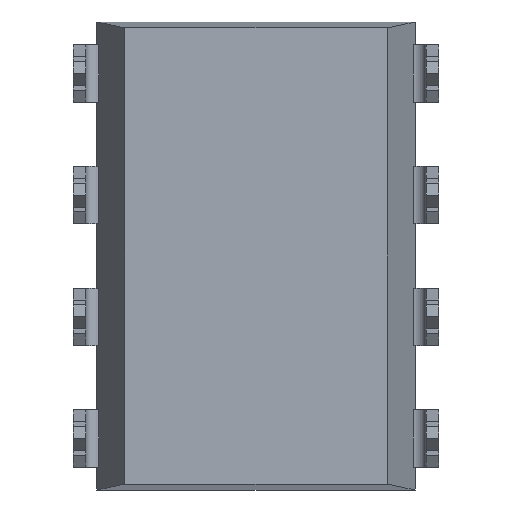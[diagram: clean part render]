
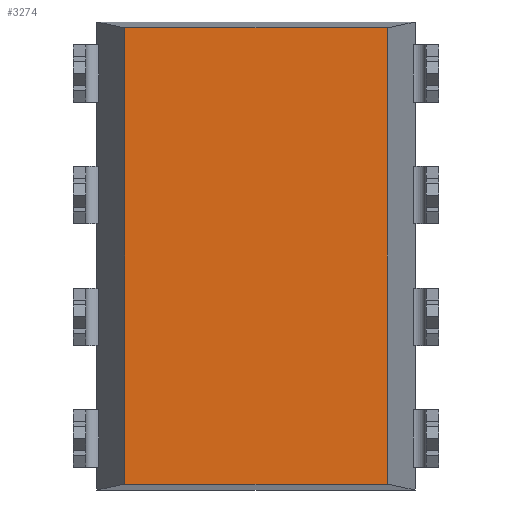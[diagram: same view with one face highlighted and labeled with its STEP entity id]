
A CAD part, front view. The second image highlights one B-rep face of the part: STEP entity #3274.
In plain terms, the highlighted planar face has unit normal (0, -1, 0).
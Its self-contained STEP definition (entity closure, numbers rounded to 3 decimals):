
#569 = EDGE_CURVE ( 'NONE', #2025, #3397, #2629, .T. ) ;
#690 = EDGE_CURVE ( 'NONE', #2668, #2331, #1423, .T. ) ;
#1251 = CARTESIAN_POINT ( 'NONE',  ( -3.322, -1.778, -4.761 ) ) ;
#1360 = VECTOR ( 'NONE', #4029, 1000. ) ;
#1369 = VECTOR ( 'NONE', #4103, 1000. ) ;
#1423 = LINE ( 'NONE', #1251, #1369 ) ;
#1652 = VECTOR ( 'NONE', #4815, 1000. ) ;
#2025 = VERTEX_POINT ( 'NONE', #2775 ) ;
#2233 = ORIENTED_EDGE ( 'NONE', *, *, #569, .F. ) ;
#2247 = CARTESIAN_POINT ( 'NONE',  ( 2.745, -1.778, 4.761 ) ) ;
#2270 = DIRECTION ( 'NONE',  ( 0., 0., -1. ) ) ;
#2308 = ORIENTED_EDGE ( 'NONE', *, *, #4437, .T. ) ;
#2331 = VERTEX_POINT ( 'NONE', #3225 ) ;
#2371 = FACE_OUTER_BOUND ( 'NONE', #3237, .T. ) ;
#2372 = DIRECTION ( 'NONE',  ( 0., 0., 1. ) ) ;
#2373 = VECTOR ( 'NONE', #2372, 1000. ) ;
#2629 = LINE ( 'NONE', #4363, #1360 ) ;
#2668 = VERTEX_POINT ( 'NONE', #3072 ) ;
#2709 = DIRECTION ( 'NONE',  ( 0., -1., 0. ) ) ;
#2775 = CARTESIAN_POINT ( 'NONE',  ( -2.745, -1.778, 4.761 ) ) ;
#2793 = LINE ( 'NONE', #3604, #1652 ) ;
#2959 = EDGE_CURVE ( 'NONE', #2668, #2025, #2793, .T. ) ;
#3072 = CARTESIAN_POINT ( 'NONE',  ( -2.745, -1.778, -4.761 ) ) ;
#3185 = ORIENTED_EDGE ( 'NONE', *, *, #690, .T. ) ;
#3225 = CARTESIAN_POINT ( 'NONE',  ( 2.745, -1.778, -4.761 ) ) ;
#3237 = EDGE_LOOP ( 'NONE', ( #2233, #4788, #3185, #2308 ) ) ;
#3274 = ADVANCED_FACE ( 'NONE', ( #2371 ), #4380, .T. ) ;
#3397 = VERTEX_POINT ( 'NONE', #2247 ) ;
#3604 = CARTESIAN_POINT ( 'NONE',  ( -2.745, -1.778, -6.215 ) ) ;
#4029 = DIRECTION ( 'NONE',  ( 1., 0., 0. ) ) ;
#4103 = DIRECTION ( 'NONE',  ( 1., 0., 0. ) ) ;
#4324 = CARTESIAN_POINT ( 'NONE',  ( 0., -1.778, 0. ) ) ;
#4340 = CARTESIAN_POINT ( 'NONE',  ( 2.745, -1.778, -6.215 ) ) ;
#4356 = AXIS2_PLACEMENT_3D ( 'NONE', #4324, #2709, #2270 ) ;
#4363 = CARTESIAN_POINT ( 'NONE',  ( -3.322, -1.778, 4.761 ) ) ;
#4380 = PLANE ( 'NONE',  #4356 ) ;
#4437 = EDGE_CURVE ( 'NONE', #2331, #3397, #5107, .T. ) ;
#4788 = ORIENTED_EDGE ( 'NONE', *, *, #2959, .F. ) ;
#4815 = DIRECTION ( 'NONE',  ( 0., 0., 1. ) ) ;
#5107 = LINE ( 'NONE', #4340, #2373 ) ;
